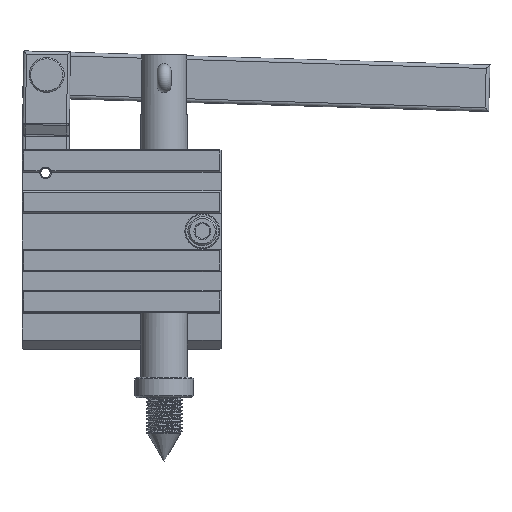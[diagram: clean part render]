
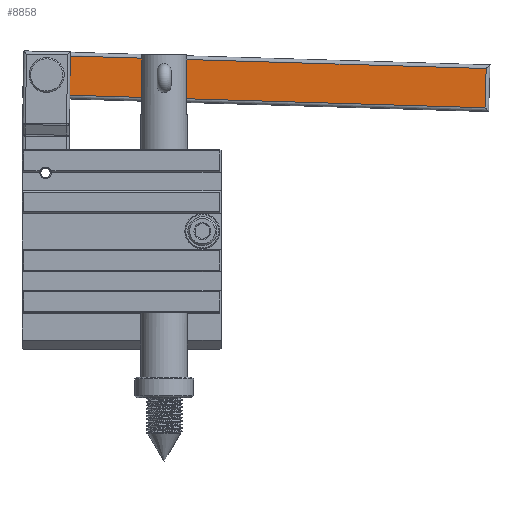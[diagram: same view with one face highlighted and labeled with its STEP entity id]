
A CAD part, top view. The second image highlights one B-rep face of the part: STEP entity #8858.
In plain terms, the highlighted planar face has unit normal (0, 0, 1).
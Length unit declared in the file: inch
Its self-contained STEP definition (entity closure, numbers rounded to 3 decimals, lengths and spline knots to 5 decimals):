
#516=FACE_BOUND('',#1428,.T.);
#517=FACE_BOUND('',#1429,.T.);
#577=CIRCLE('',#9564,0.09375);
#578=CIRCLE('',#9565,0.0625);
#922=FACE_OUTER_BOUND('',#1427,.T.);
#1427=EDGE_LOOP('',(#7083,#7084,#7085,#7086));
#1428=EDGE_LOOP('',(#7087));
#1429=EDGE_LOOP('',(#7088));
#2296=LINE('',#13722,#3241);
#2298=LINE('',#13729,#3243);
#2299=LINE('',#13732,#3244);
#2301=LINE('',#13736,#3246);
#3241=VECTOR('',#11196,0.3937);
#3243=VECTOR('',#11204,0.3937);
#3244=VECTOR('',#11207,0.3937);
#3246=VECTOR('',#11213,0.3937);
#4004=VERTEX_POINT('',#13719);
#4005=VERTEX_POINT('',#13721);
#4007=VERTEX_POINT('',#13727);
#4008=VERTEX_POINT('',#13731);
#4009=VERTEX_POINT('',#13740);
#4010=VERTEX_POINT('',#13742);
#5086=EDGE_CURVE('',#4004,#4005,#2296,.T.);
#5090=EDGE_CURVE('',#4007,#4004,#2298,.T.);
#5091=EDGE_CURVE('',#4005,#4008,#2299,.T.);
#5094=EDGE_CURVE('',#4008,#4007,#2301,.T.);
#5096=EDGE_CURVE('',#4009,#4009,#577,.T.);
#5097=EDGE_CURVE('',#4010,#4010,#578,.T.);
#7083=ORIENTED_EDGE('',*,*,#5086,.F.);
#7084=ORIENTED_EDGE('',*,*,#5090,.F.);
#7085=ORIENTED_EDGE('',*,*,#5094,.F.);
#7086=ORIENTED_EDGE('',*,*,#5091,.F.);
#7087=ORIENTED_EDGE('',*,*,#5096,.T.);
#7088=ORIENTED_EDGE('',*,*,#5097,.T.);
#8489=PLANE('',#9563);
#8858=ADVANCED_FACE('',(#922,#516,#517),#8489,.T.);
#9563=AXIS2_PLACEMENT_3D('',#13739,#11217,#11218);
#9564=AXIS2_PLACEMENT_3D('',#13741,#11219,#11220);
#9565=AXIS2_PLACEMENT_3D('',#13743,#11221,#11222);
#11196=DIRECTION('',(-1.,0.,0.));
#11204=DIRECTION('',(0.,-1.,0.));
#11207=DIRECTION('',(0.,1.,0.));
#11213=DIRECTION('',(1.,0.,0.));
#11217=DIRECTION('center_axis',(0.,0.,1.));
#11218=DIRECTION('ref_axis',(1.,0.,0.));
#11219=DIRECTION('center_axis',(0.,0.,-1.));
#11220=DIRECTION('ref_axis',(1.,0.,0.));
#11221=DIRECTION('center_axis',(0.,0.,-1.));
#11222=DIRECTION('ref_axis',(1.,0.,0.));
#13719=CARTESIAN_POINT('',(10.18356,0.04,1.54246));
#13721=CARTESIAN_POINT('',(5.27074,0.04,1.54246));
#13722=CARTESIAN_POINT('',(6.47895,0.04,1.54246));
#13727=CARTESIAN_POINT('',(10.18356,0.46,1.54246));
#13729=CARTESIAN_POINT('',(10.18356,0.,1.54246));
#13731=CARTESIAN_POINT('',(5.27074,0.46,1.54246));
#13732=CARTESIAN_POINT('',(5.27074,0.,1.54246));
#13736=CARTESIAN_POINT('',(6.47895,0.46,1.54246));
#13739=CARTESIAN_POINT('Origin',(5.23074,0.,1.54246));
#13740=CARTESIAN_POINT('',(5.38699,0.25,1.54246));
#13741=CARTESIAN_POINT('Origin',(5.48074,0.25,1.54246));
#13742=CARTESIAN_POINT('',(6.66824,0.25,1.54246));
#13743=CARTESIAN_POINT('Origin',(6.73074,0.25,1.54246));
